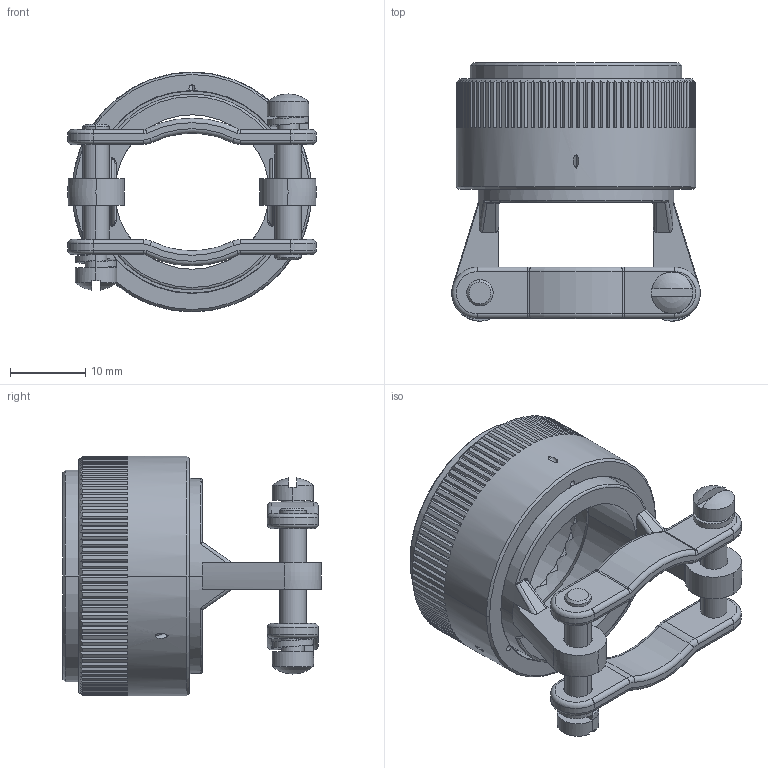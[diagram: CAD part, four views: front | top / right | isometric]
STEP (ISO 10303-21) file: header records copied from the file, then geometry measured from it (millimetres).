
FILE_DESCRIPTION((''),'2;1');
FILE_NAME('BK59E38-01-_17','2015-06-19T',('aneville'),('SOURIAU INDIA'),'PRO/ENGINEER BY PARAMETRIC TECHNOLOGY CORPORATION, 2010140','PRO/ENGINEER BY PARAMETRIC TECHNOLOGY CORPORATION, 2010140','');
FILE_SCHEMA(('CONFIG_CONTROL_DESIGN'));
Length unit declared in the file: millimetre
Products named in the file (1): BK59E38-01-_17
Bounding box: 33 x 34.27 x 31.8 mm (x, y, z)
Volume: 8167 mm3; surface area: 7139.4 mm2
Topology: 5 solids, 5 shells, 688 faces, 1919 edges, 1250 vertices
Faces by surface type: plane 427, cylinder 178, torus 36, cone 25, bspline 18, sphere 4
Entity records: 24418 total; most frequent: CARTESIAN_POINT 7494, ORIENTED_EDGE 3838, DIRECTION 3150, EDGE_CURVE 1919, VERTEX_POINT 1250, AXIS2_PLACEMENT_3D 1148, VECTOR 854, LINE 854
